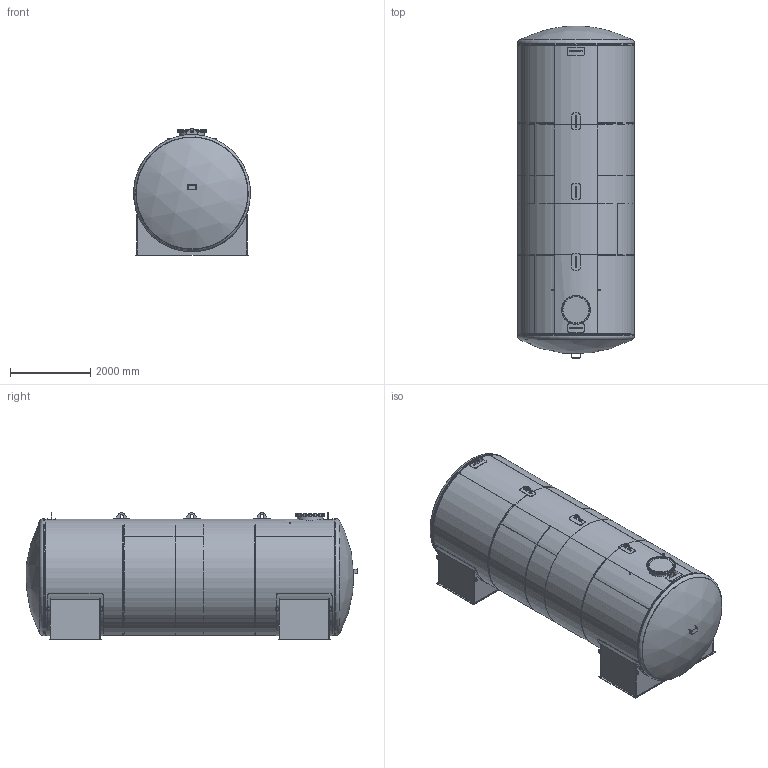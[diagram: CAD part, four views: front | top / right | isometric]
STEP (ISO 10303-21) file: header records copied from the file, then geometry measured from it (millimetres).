
FILE_DESCRIPTION(/* description */ (''),/* implementation_level */ '2;1');
FILE_NAME(/* name */ 'dh3c_cad-101271_202208.stp',/* time_stamp */ '2022-09-05T16:13:58+02:00',/* author */ ('mh'),/* organization */ (''),/* preprocessor_version */ 'ST-DEVELOPER v18.1',/* originating_system */ 'Autodesk Inventor 2022',/* authorisation */ '');
FILE_SCHEMA (('AUTOMOTIVE_DESIGN { 1 0 10303 214 3 1 1 }'));
Length unit declared in the file: millimetre
Products named in the file (1): Bauteil12
Bounding box: 2918 x 8283.39 x 3165.17 mm (x, y, z)
Surface area: 368394835.6 mm2 (no closed solid volume)
Topology: 0 solids, 145 shells, 1620 faces, 3481 edges, 2220 vertices
Faces by surface type: plane 910, cone 352, cylinder 326, bspline 16, sphere 8, torus 8
Full cylindrical faces by diameter (mm): 13.835 x32, 16 x32, 17 x32, 18 x64, 22.49 x32, 30 x32, 30.291 x2, 39.5 x2, 570 x1, 580 x1, 600 x1, 630 x1, 660 x1, 720 x2, 2882 x6, 2900 x8, 2918 x2
Entity records: 46379 total; most frequent: CARTESIAN_POINT 10694, ORIENTED_EDGE 6962, DIRECTION 6911, EDGE_CURVE 3481, AXIS2_PLACEMENT_3D 2659, VERTEX_POINT 2220, EDGE_LOOP 1959, FACE_OUTER_BOUND 1620
